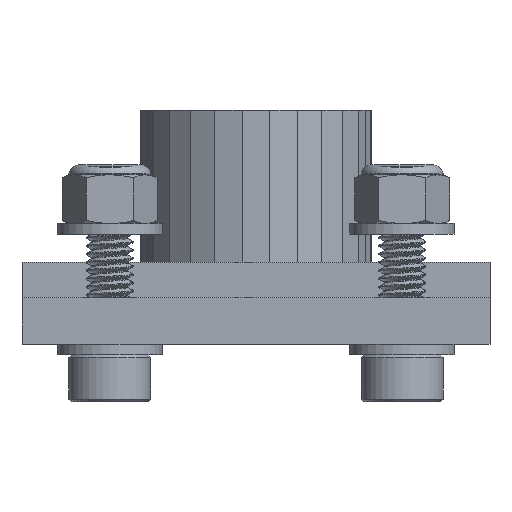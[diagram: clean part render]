
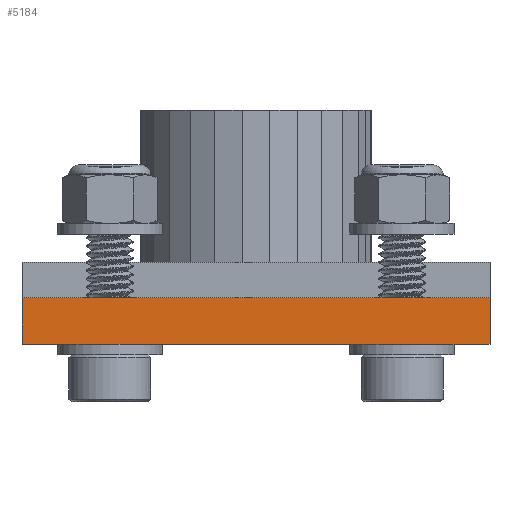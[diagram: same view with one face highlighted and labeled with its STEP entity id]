
A CAD part, front view. The second image highlights one B-rep face of the part: STEP entity #5184.
In plain terms, the highlighted planar face has unit normal (0, -1, 0).
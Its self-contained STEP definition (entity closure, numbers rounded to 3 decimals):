
#354=PLANE('',#5629);
#689=FACE_OUTER_BOUND('',#968,.T.);
#968=EDGE_LOOP('',(#4681,#4682,#4683,#4684));
#1551=LINE('',#13022,#2026);
#1608=LINE('',#13137,#2083);
#1610=LINE('',#13141,#2085);
#1612=LINE('',#13144,#2087);
#2026=VECTOR('',#6666,1.);
#2083=VECTOR('',#6725,1.);
#2085=VECTOR('',#6729,1.);
#2087=VECTOR('',#6733,1.);
#2573=VERTEX_POINT('',#13018);
#2574=VERTEX_POINT('',#13020);
#2631=VERTEX_POINT('',#13136);
#2632=VERTEX_POINT('',#13140);
#3255=EDGE_CURVE('',#2573,#2574,#1551,.T.);
#3312=EDGE_CURVE('',#2573,#2631,#1608,.T.);
#3314=EDGE_CURVE('',#2574,#2632,#1610,.T.);
#3316=EDGE_CURVE('',#2631,#2632,#1612,.T.);
#4681=ORIENTED_EDGE('',*,*,#3255,.T.);
#4682=ORIENTED_EDGE('',*,*,#3314,.T.);
#4683=ORIENTED_EDGE('',*,*,#3316,.F.);
#4684=ORIENTED_EDGE('',*,*,#3312,.F.);
#5184=ADVANCED_FACE('',(#689),#354,.F.);
#5629=AXIS2_PLACEMENT_3D('',#13257,#6790,#6791);
#6666=DIRECTION('',(1.,0.,0.));
#6725=DIRECTION('',(0.,0.,1.));
#6729=DIRECTION('',(0.,0.,1.));
#6733=DIRECTION('',(1.,0.,0.));
#6790=DIRECTION('center_axis',(0.,1.,0.));
#6791=DIRECTION('ref_axis',(0.,0.,1.));
#13018=CARTESIAN_POINT('',(-20.,-16.,0.));
#13020=CARTESIAN_POINT('',(20.,-16.,0.));
#13022=CARTESIAN_POINT('',(-20.,-16.,0.));
#13136=CARTESIAN_POINT('',(-20.,-16.,4.));
#13137=CARTESIAN_POINT('',(-20.,-16.,0.));
#13140=CARTESIAN_POINT('',(20.,-16.,4.));
#13141=CARTESIAN_POINT('',(20.,-16.,0.));
#13144=CARTESIAN_POINT('',(-20.,-16.,4.));
#13257=CARTESIAN_POINT('Origin',(-20.,-16.,0.));
